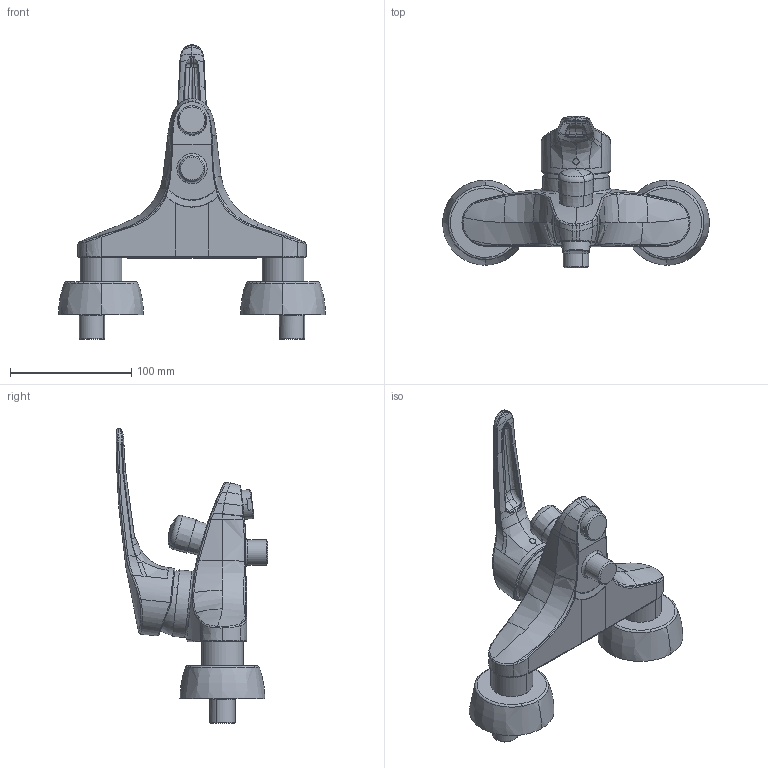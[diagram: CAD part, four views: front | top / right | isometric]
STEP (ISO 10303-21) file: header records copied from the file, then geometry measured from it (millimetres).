
FILE_DESCRIPTION (( 'STEP AP203' ), '1' );
FILE_NAME ('01742176.STEP', '2018-03-01T07:01:12', ( '' ), ( '' ), 'SwSTEP 2.0', 'SolidWorks 2016', '' );
FILE_SCHEMA (( 'CONFIG_CONTROL_DESIGN' ));
Length unit declared in the file: millimetre
Products named in the file (1): 01742176
Bounding box: 220 x 125.13 x 243.06 mm (x, y, z)
Volume: 785430.4 mm3; surface area: 86004.9 mm2
Topology: 1 solids, 1 shells, 399 faces, 985 edges, 599 vertices
Faces by surface type: bspline 278, cylinder 46, plane 39, torus 14, cone 12, sphere 10
Entity records: 37036 total; most frequent: CARTESIAN_POINT 29932, ORIENTED_EDGE 1970, EDGE_CURVE 985, B_SPLINE_CURVE_WITH_KNOTS 770, VERTEX_POINT 599, DIRECTION 573, EDGE_LOOP 410, FACE_OUTER_BOUND 399
